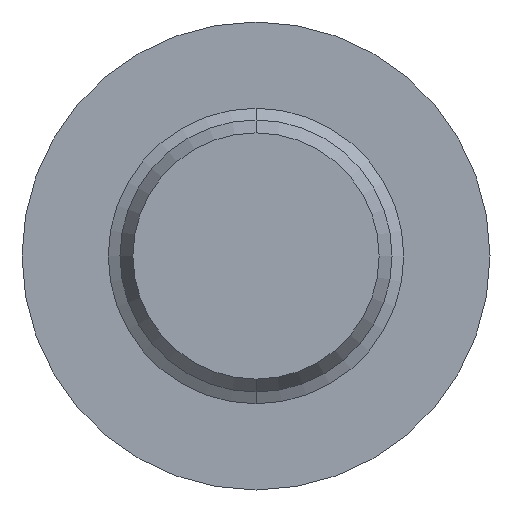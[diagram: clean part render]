
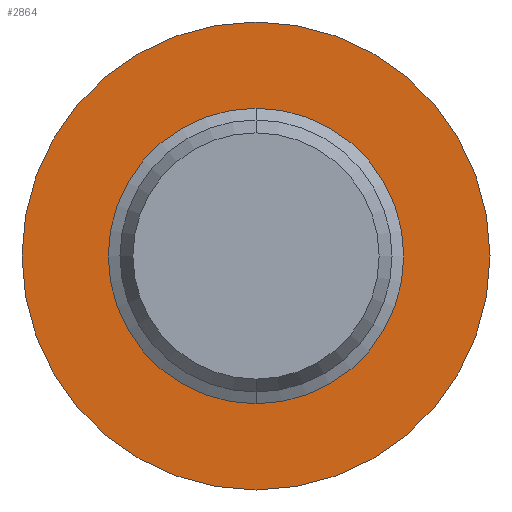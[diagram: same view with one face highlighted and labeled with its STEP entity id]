
A CAD part, front view. The second image highlights one B-rep face of the part: STEP entity #2864.
In plain terms, the highlighted planar face has unit normal (0, -1, 0).
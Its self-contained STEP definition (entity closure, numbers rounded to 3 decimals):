
#68 = DIRECTION ( 'NONE',  ( 0., 0., 1. ) ) ;
#288 = CARTESIAN_POINT ( 'NONE',  ( 0., 0., 5.45 ) ) ;
#486 = VERTEX_POINT ( 'NONE', #1541 ) ;
#789 = AXIS2_PLACEMENT_3D ( 'NONE', #3944, #1955, #68 ) ;
#819 = AXIS2_PLACEMENT_3D ( 'NONE', #3184, #1286, #3545 ) ;
#1286 = DIRECTION ( 'NONE',  ( 0., 1., 0. ) ) ;
#1363 = CARTESIAN_POINT ( 'NONE',  ( -5.45, 0., 0. ) ) ;
#1374 = DIRECTION ( 'NONE',  ( 0., 1., 0. ) ) ;
#1446 = VERTEX_POINT ( 'NONE', #2960 ) ;
#1541 = CARTESIAN_POINT ( 'NONE',  ( 0., 0., -9.5 ) ) ;
#1576 = CARTESIAN_POINT ( 'NONE',  ( 0., 0., 0. ) ) ;
#1657 = EDGE_CURVE ( 'NONE', #3176, #2615, #1811, .T. ) ;
#1677 = DIRECTION ( 'NONE',  ( 0., 0., -1. ) ) ;
#1709 = EDGE_CURVE ( 'NONE', #1446, #486, #3812, .T. ) ;
#1811 = CIRCLE ( 'NONE', #819, 5.45 ) ;
#1908 = DIRECTION ( 'NONE',  ( 0., 0., 1. ) ) ;
#1955 = DIRECTION ( 'NONE',  ( 0., 1., 0. ) ) ;
#2100 = CARTESIAN_POINT ( 'NONE',  ( 0., 0., -5.45 ) ) ;
#2346 = EDGE_LOOP ( 'NONE', ( #3738, #3247 ) ) ;
#2409 = CIRCLE ( 'NONE', #3602, 9.5 ) ;
#2615 = VERTEX_POINT ( 'NONE', #288 ) ;
#2864 = ADVANCED_FACE ( 'NONE', ( #3763, #2913 ), #3609, .T. ) ;
#2913 = FACE_OUTER_BOUND ( 'NONE', #4042, .T. ) ;
#2960 = CARTESIAN_POINT ( 'NONE',  ( 0., 0., 9.5 ) ) ;
#3052 = EDGE_CURVE ( 'NONE', #2615, #3176, #4059, .T. ) ;
#3176 = VERTEX_POINT ( 'NONE', #2100 ) ;
#3184 = CARTESIAN_POINT ( 'NONE',  ( 0., 0., 0. ) ) ;
#3247 = ORIENTED_EDGE ( 'NONE', *, *, #1657, .T. ) ;
#3281 = CARTESIAN_POINT ( 'NONE',  ( 0., 0., 0. ) ) ;
#3468 = EDGE_CURVE ( 'NONE', #486, #1446, #2409, .T. ) ;
#3545 = DIRECTION ( 'NONE',  ( 0., 0., 1. ) ) ;
#3602 = AXIS2_PLACEMENT_3D ( 'NONE', #1576, #3891, #1908 ) ;
#3609 = PLANE ( 'NONE',  #4195 ) ;
#3617 = ORIENTED_EDGE ( 'NONE', *, *, #1709, .F. ) ;
#3629 = DIRECTION ( 'NONE',  ( 0., -1., 0. ) ) ;
#3645 = DIRECTION ( 'NONE',  ( 0., 0., 1. ) ) ;
#3738 = ORIENTED_EDGE ( 'NONE', *, *, #3052, .T. ) ;
#3763 = FACE_BOUND ( 'NONE', #2346, .T. ) ;
#3812 = CIRCLE ( 'NONE', #789, 9.5 ) ;
#3891 = DIRECTION ( 'NONE',  ( 0., 1., 0. ) ) ;
#3944 = CARTESIAN_POINT ( 'NONE',  ( 0., 0., 0. ) ) ;
#3987 = AXIS2_PLACEMENT_3D ( 'NONE', #3281, #1374, #3645 ) ;
#4033 = ORIENTED_EDGE ( 'NONE', *, *, #3468, .F. ) ;
#4042 = EDGE_LOOP ( 'NONE', ( #3617, #4033 ) ) ;
#4059 = CIRCLE ( 'NONE', #3987, 5.45 ) ;
#4195 = AXIS2_PLACEMENT_3D ( 'NONE', #1363, #3629, #1677 ) ;
